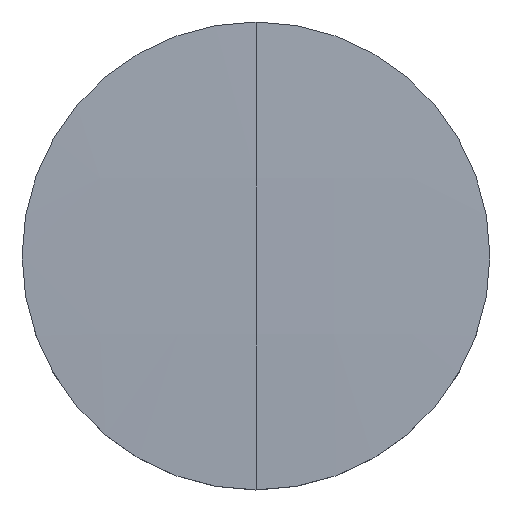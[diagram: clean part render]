
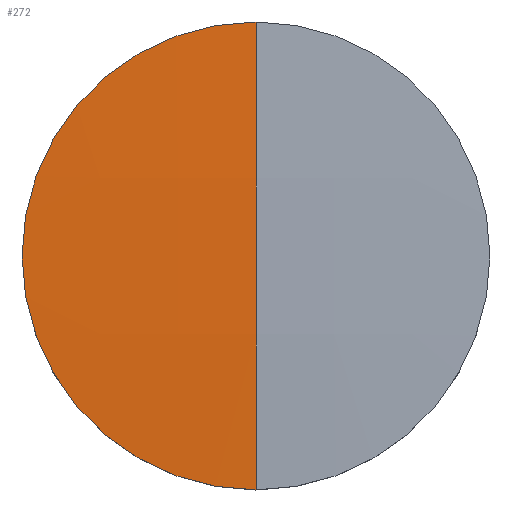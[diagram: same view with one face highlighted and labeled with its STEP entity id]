
A CAD part, top view. The second image highlights one B-rep face of the part: STEP entity #272.
In plain terms, the highlighted free-form (B-spline) face has degree [3, 3] with [4, 4] control points.
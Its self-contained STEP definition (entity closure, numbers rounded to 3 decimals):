
#5 = CARTESIAN_POINT ( 'NONE',  ( -6.35, 0., 1.903 ) ) ;
#13 = ORIENTED_EDGE ( 'NONE', *, *, #220, .F. ) ;
#18 = AXIS2_PLACEMENT_3D ( 'NONE', #241, #46, #259 ) ;
#30 = CIRCLE ( 'NONE', #18, 6.35 ) ;
#39 = CARTESIAN_POINT ( 'NONE',  ( -2.129, -6.426, 1.9 ) ) ;
#40 = DIRECTION ( 'NONE',  ( 0., 0., -1. ) ) ;
#46 = DIRECTION ( 'NONE',  ( 0., 0., -1. ) ) ;
#51 =( BOUNDED_SURFACE ( )  B_SPLINE_SURFACE ( 3, 3, ( 
 ( #273, #39, #202, #89 ),
 ( #231, #156, #256, #290 ),
 ( #129, #111, #199, #127 ),
 ( #112, #180, #287, #289 ) ),
 .UNSPECIFIED., .F., .F., .F. ) 
 B_SPLINE_SURFACE_WITH_KNOTS ( ( 4, 4 ),
 ( 4, 4 ),
 ( 0., 1. ),
 ( 0., 1. ),
 .UNSPECIFIED. ) 
 GEOMETRIC_REPRESENTATION_ITEM ( )  RATIONAL_B_SPLINE_SURFACE ( (
 ( 1., 1., 1., 1.),
 ( 1., 1., 1., 1.),
 ( 1., 1., 1., 1.),
 ( 1., 1., 1., 1.) ) ) 
 REPRESENTATION_ITEM ( '' )  SURFACE ( )  );
#58 = EDGE_CURVE ( 'NONE', #294, #229, #185, .T. ) ;
#60 = CARTESIAN_POINT ( 'NONE',  ( 0., 6.35, 1.903 ) ) ;
#61 = CARTESIAN_POINT ( 'NONE',  ( 0., 0., 1.903 ) ) ;
#82 = DIRECTION ( 'NONE',  ( -1., 0., 0. ) ) ;
#89 = CARTESIAN_POINT ( 'NONE',  ( -6.385, -6.426, 1.802 ) ) ;
#107 = CARTESIAN_POINT ( 'NONE',  ( 0., -6.35, 1.903 ) ) ;
#111 = CARTESIAN_POINT ( 'NONE',  ( -2.13, 2.143, 2.033 ) ) ;
#112 = CARTESIAN_POINT ( 'NONE',  ( 0., 6.426, 1.9 ) ) ;
#127 = CARTESIAN_POINT ( 'NONE',  ( -6.389, 2.143, 1.935 ) ) ;
#129 = CARTESIAN_POINT ( 'NONE',  ( 0., 2.143, 2.033 ) ) ;
#132 = DIRECTION ( 'NONE',  ( 1., 0., 0. ) ) ;
#140 = AXIS2_PLACEMENT_3D ( 'NONE', #265, #82, #223 ) ;
#156 = CARTESIAN_POINT ( 'NONE',  ( -2.13, -2.143, 2.033 ) ) ;
#161 = ORIENTED_EDGE ( 'NONE', *, *, #281, .F. ) ;
#180 = CARTESIAN_POINT ( 'NONE',  ( -2.129, 6.426, 1.9 ) ) ;
#182 = VERTEX_POINT ( 'NONE', #5 ) ;
#185 = CIRCLE ( 'NONE', #140, 207.1 ) ;
#198 = EDGE_LOOP ( 'NONE', ( #13, #280, #161 ) ) ;
#199 = CARTESIAN_POINT ( 'NONE',  ( -4.26, 2.143, 2. ) ) ;
#202 = CARTESIAN_POINT ( 'NONE',  ( -4.257, -6.426, 1.867 ) ) ;
#207 = AXIS2_PLACEMENT_3D ( 'NONE', #61, #40, #132 ) ;
#220 = EDGE_CURVE ( 'NONE', #294, #182, #246, .T. ) ;
#223 = DIRECTION ( 'NONE',  ( 0., -1., 0. ) ) ;
#229 = VERTEX_POINT ( 'NONE', #60 ) ;
#231 = CARTESIAN_POINT ( 'NONE',  ( 0., -2.143, 2.033 ) ) ;
#241 = CARTESIAN_POINT ( 'NONE',  ( 0., 0., 1.903 ) ) ;
#246 = CIRCLE ( 'NONE', #207, 6.35 ) ;
#256 = CARTESIAN_POINT ( 'NONE',  ( -4.26, -2.143, 2. ) ) ;
#259 = DIRECTION ( 'NONE',  ( 1., 0., 0. ) ) ;
#265 = CARTESIAN_POINT ( 'NONE',  ( 0., 0., -205.1 ) ) ;
#272 = ADVANCED_FACE ( 'NONE', ( #278 ), #51, .T. ) ;
#273 = CARTESIAN_POINT ( 'NONE',  ( 0., -6.426, 1.9 ) ) ;
#278 = FACE_OUTER_BOUND ( 'NONE', #198, .T. ) ;
#280 = ORIENTED_EDGE ( 'NONE', *, *, #58, .T. ) ;
#281 = EDGE_CURVE ( 'NONE', #182, #229, #30, .T. ) ;
#287 = CARTESIAN_POINT ( 'NONE',  ( -4.257, 6.426, 1.867 ) ) ;
#289 = CARTESIAN_POINT ( 'NONE',  ( -6.385, 6.426, 1.802 ) ) ;
#290 = CARTESIAN_POINT ( 'NONE',  ( -6.389, -2.143, 1.935 ) ) ;
#294 = VERTEX_POINT ( 'NONE', #107 ) ;
